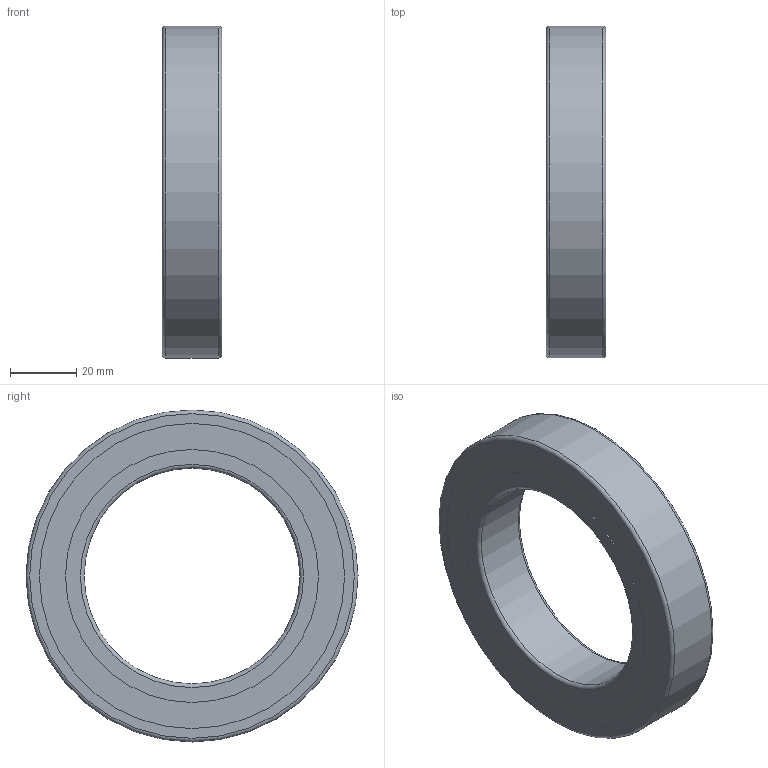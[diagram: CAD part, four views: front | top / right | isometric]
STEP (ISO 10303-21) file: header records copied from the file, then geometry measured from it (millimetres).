
FILE_DESCRIPTION(/* description */ ('STEP AP214'),/* implementation_level */ '2;1');
FILE_NAME(/* name */ '6013ZZ',/* time_stamp */ '2025-10-05T15:50:26+02:00',/* author */ ('License CC BY-ND 4.0'),/* organization */ ('CADENAS'),/* preprocessor_version */ 'ST-DEVELOPER v19.3',/* originating_system */ 'PARTsolutions',/* authorisation */ ' ');
FILE_SCHEMA (('AUTOMOTIVE_DESIGN {1 0 10303 214 3 1 1}'));
Length unit declared in the file: millimetre
Products named in the file (5): 6013ZZ; 6013ZZ Inner Ring; 6013ZZ Outer Ring; 6013ZZst; 6013ZZ Ball
Assembly tree (18 placements, depth 2):
  6013ZZ
    6013ZZ Inner Ring
    6013ZZ Outer Ring
    6013ZZst  x2
    6013ZZ Ball  x14
Bounding box: 18 x 100 x 100 mm (x, y, z)
Volume: 55467.5 mm3; surface area: 38319.1 mm2
Topology: 18 solids, 18 shells, 42 faces, 89 edges, 57 vertices
Faces by surface type: sphere 14, cylinder 12, plane 10, torus 6
Full cylindrical faces by diameter (mm): 65 x1, 76.2 x4, 88.8 x2, 91.911 x4, 100 x1
Entity records: 750 total; most frequent: DIRECTION 136, CARTESIAN_POINT 93, AXIS2_PLACEMENT_3D 68, FACE_BOUND 49, ORIENTED_EDGE 48, EDGE_LOOP 48, VERTEX_POINT 25, ADVANCED_FACE 25
